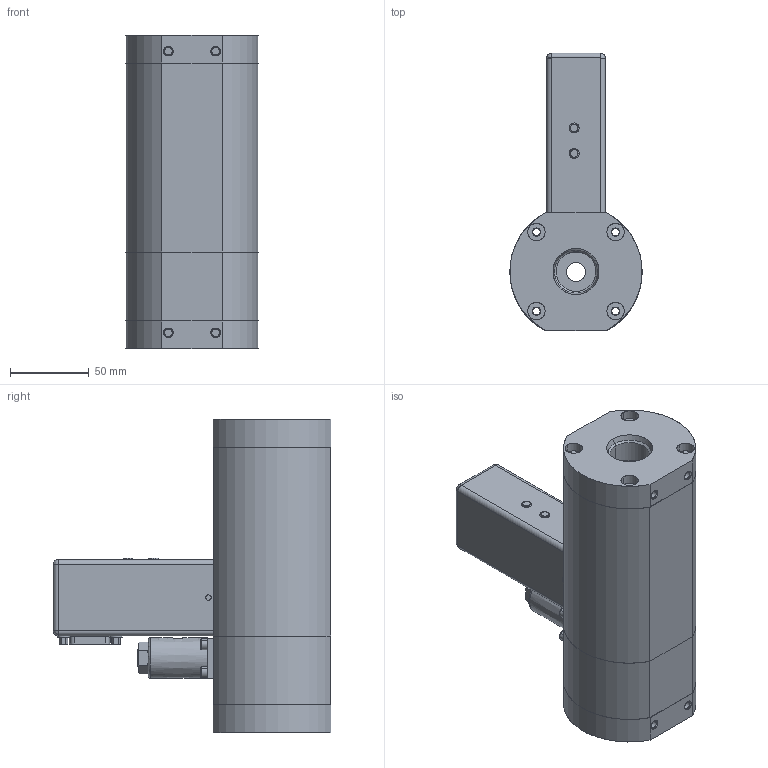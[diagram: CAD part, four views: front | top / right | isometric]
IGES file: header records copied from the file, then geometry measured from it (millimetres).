
Start section: SolidWorks IGES file using analytic representation for surfaces
Global section: file name: 5853-EA-1-B-1B.IGS; native system: SolidWorks 2017; preprocessor: SolidWorks 2017; author: JStauffer1; date: 180510.110640; units: inch
Bounding box: 84 x 176.32 x 198.8 mm (x, y, z)
Surface area: 127896.6 mm2 (no closed solid volume)
Topology: 0 solids, 0 shells, 298 faces, 5918 edges, 5914 vertices
Faces by surface type: revolution 158, bspline 140
